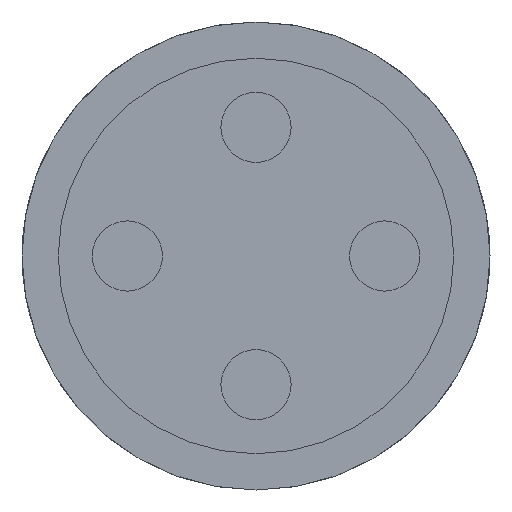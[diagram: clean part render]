
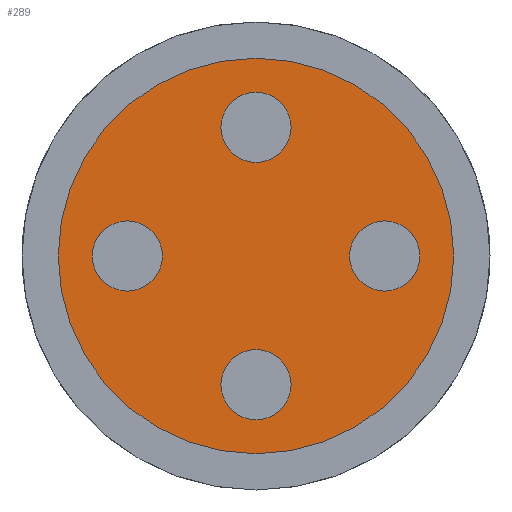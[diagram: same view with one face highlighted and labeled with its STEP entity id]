
A CAD part, front view. The second image highlights one B-rep face of the part: STEP entity #289.
In plain terms, the highlighted planar face has unit normal (0, -1, 0).
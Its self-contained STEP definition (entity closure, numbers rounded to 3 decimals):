
#11 = DIRECTION ( 'NONE',  ( 0., 0., -1. ) ) ;
#20 = AXIS2_PLACEMENT_3D ( 'NONE', #811, #542, #333 ) ;
#23 = DIRECTION ( 'NONE',  ( 0., 0., -1. ) ) ;
#31 = CARTESIAN_POINT ( 'NONE',  ( 0., 0., 5.5 ) ) ;
#32 = EDGE_LOOP ( 'NONE', ( #518, #471 ) ) ;
#33 = FACE_BOUND ( 'NONE', #32, .T. ) ;
#39 = DIRECTION ( 'NONE',  ( 0., -1., 0. ) ) ;
#43 = VERTEX_POINT ( 'NONE', #355 ) ;
#53 = EDGE_LOOP ( 'NONE', ( #809, #369 ) ) ;
#57 = EDGE_CURVE ( 'NONE', #663, #468, #68, .T. ) ;
#61 = AXIS2_PLACEMENT_3D ( 'NONE', #621, #640, #85 ) ;
#64 = CARTESIAN_POINT ( 'NONE',  ( 0., 0., 8.45 ) ) ;
#68 = CIRCLE ( 'NONE', #596, 8.45 ) ;
#72 = EDGE_CURVE ( 'NONE', #444, #649, #408, .T. ) ;
#85 = DIRECTION ( 'NONE',  ( 0., 0., -1. ) ) ;
#122 = EDGE_CURVE ( 'NONE', #533, #701, #632, .T. ) ;
#130 = CIRCLE ( 'NONE', #450, 8.45 ) ;
#133 = FACE_BOUND ( 'NONE', #337, .T. ) ;
#138 = DIRECTION ( 'NONE',  ( 0., 1., 0. ) ) ;
#140 = AXIS2_PLACEMENT_3D ( 'NONE', #205, #138, #141 ) ;
#141 = DIRECTION ( 'NONE',  ( 0., 0., 1. ) ) ;
#142 = DIRECTION ( 'NONE',  ( 0., -1., 0. ) ) ;
#147 = DIRECTION ( 'NONE',  ( 0., 1., 0. ) ) ;
#171 = VERTEX_POINT ( 'NONE', #643 ) ;
#180 = EDGE_CURVE ( 'NONE', #701, #533, #457, .T. ) ;
#192 = EDGE_CURVE ( 'NONE', #472, #43, #676, .T. ) ;
#203 = ORIENTED_EDGE ( 'NONE', *, *, #122, .F. ) ;
#205 = CARTESIAN_POINT ( 'NONE',  ( 0., 0., 0. ) ) ;
#207 = AXIS2_PLACEMENT_3D ( 'NONE', #483, #142, #755 ) ;
#208 = DIRECTION ( 'NONE',  ( 0., 0., 1. ) ) ;
#250 = AXIS2_PLACEMENT_3D ( 'NONE', #350, #624, #11 ) ;
#255 = CARTESIAN_POINT ( 'NONE',  ( 5.5, 0., 1.5 ) ) ;
#285 = AXIS2_PLACEMENT_3D ( 'NONE', #636, #39, #717 ) ;
#286 = DIRECTION ( 'NONE',  ( 0., -1., 0. ) ) ;
#289 = ADVANCED_FACE ( 'NONE', ( #441, #711, #33, #133, #413 ), #757, .F. ) ;
#297 = CARTESIAN_POINT ( 'NONE',  ( 0., 0., 0. ) ) ;
#309 = ORIENTED_EDGE ( 'NONE', *, *, #57, .F. ) ;
#315 = CARTESIAN_POINT ( 'NONE',  ( -5.5, 0., 0. ) ) ;
#316 = DIRECTION ( 'NONE',  ( 0., -1., 0. ) ) ;
#324 = CIRCLE ( 'NONE', #20, 1.5 ) ;
#333 = DIRECTION ( 'NONE',  ( 0., 0., -1. ) ) ;
#337 = EDGE_LOOP ( 'NONE', ( #395, #787 ) ) ;
#340 = EDGE_LOOP ( 'NONE', ( #814, #203 ) ) ;
#350 = CARTESIAN_POINT ( 'NONE',  ( 0., 0., 5.5 ) ) ;
#355 = CARTESIAN_POINT ( 'NONE',  ( 0., 0., -4. ) ) ;
#360 = VERTEX_POINT ( 'NONE', #692 ) ;
#369 = ORIENTED_EDGE ( 'NONE', *, *, #72, .F. ) ;
#377 = ORIENTED_EDGE ( 'NONE', *, *, #846, .F. ) ;
#395 = ORIENTED_EDGE ( 'NONE', *, *, #491, .F. ) ;
#408 = CIRCLE ( 'NONE', #207, 1.5 ) ;
#413 = FACE_OUTER_BOUND ( 'NONE', #475, .T. ) ;
#416 = CARTESIAN_POINT ( 'NONE',  ( 0., 0., 0. ) ) ;
#441 = FACE_BOUND ( 'NONE', #340, .T. ) ;
#444 = VERTEX_POINT ( 'NONE', #255 ) ;
#445 = CIRCLE ( 'NONE', #744, 1.5 ) ;
#450 = AXIS2_PLACEMENT_3D ( 'NONE', #297, #834, #503 ) ;
#454 = CARTESIAN_POINT ( 'NONE',  ( 0., 0., -8.45 ) ) ;
#457 = CIRCLE ( 'NONE', #564, 1.5 ) ;
#468 = VERTEX_POINT ( 'NONE', #64 ) ;
#471 = ORIENTED_EDGE ( 'NONE', *, *, #611, .F. ) ;
#472 = VERTEX_POINT ( 'NONE', #883 ) ;
#475 = EDGE_LOOP ( 'NONE', ( #309, #377 ) ) ;
#483 = CARTESIAN_POINT ( 'NONE',  ( 5.5, 0., 0. ) ) ;
#491 = EDGE_CURVE ( 'NONE', #360, #171, #324, .T. ) ;
#503 = DIRECTION ( 'NONE',  ( 0., 0., 1. ) ) ;
#518 = ORIENTED_EDGE ( 'NONE', *, *, #192, .F. ) ;
#533 = VERTEX_POINT ( 'NONE', #582 ) ;
#542 = DIRECTION ( 'NONE',  ( 0., -1., 0. ) ) ;
#564 = AXIS2_PLACEMENT_3D ( 'NONE', #31, #286, #23 ) ;
#582 = CARTESIAN_POINT ( 'NONE',  ( 0., 0., 7. ) ) ;
#590 = DIRECTION ( 'NONE',  ( 0., -1., 0. ) ) ;
#596 = AXIS2_PLACEMENT_3D ( 'NONE', #416, #147, #208 ) ;
#597 = AXIS2_PLACEMENT_3D ( 'NONE', #847, #316, #713 ) ;
#611 = EDGE_CURVE ( 'NONE', #43, #472, #677, .T. ) ;
#621 = CARTESIAN_POINT ( 'NONE',  ( 5.5, 0., 0. ) ) ;
#624 = DIRECTION ( 'NONE',  ( 0., -1., 0. ) ) ;
#632 = CIRCLE ( 'NONE', #250, 1.5 ) ;
#636 = CARTESIAN_POINT ( 'NONE',  ( 0., 0., -5.5 ) ) ;
#640 = DIRECTION ( 'NONE',  ( 0., -1., 0. ) ) ;
#643 = CARTESIAN_POINT ( 'NONE',  ( -5.5, 0., 1.5 ) ) ;
#648 = CARTESIAN_POINT ( 'NONE',  ( 5.5, 0., -1.5 ) ) ;
#649 = VERTEX_POINT ( 'NONE', #648 ) ;
#663 = VERTEX_POINT ( 'NONE', #454 ) ;
#672 = CIRCLE ( 'NONE', #61, 1.5 ) ;
#676 = CIRCLE ( 'NONE', #285, 1.5 ) ;
#677 = CIRCLE ( 'NONE', #597, 1.5 ) ;
#692 = CARTESIAN_POINT ( 'NONE',  ( -5.5, 0., -1.5 ) ) ;
#701 = VERTEX_POINT ( 'NONE', #728 ) ;
#711 = FACE_BOUND ( 'NONE', #53, .T. ) ;
#713 = DIRECTION ( 'NONE',  ( 0., 0., -1. ) ) ;
#717 = DIRECTION ( 'NONE',  ( 0., 0., -1. ) ) ;
#728 = CARTESIAN_POINT ( 'NONE',  ( 0., 0., 4. ) ) ;
#744 = AXIS2_PLACEMENT_3D ( 'NONE', #315, #590, #871 ) ;
#746 = EDGE_CURVE ( 'NONE', #171, #360, #445, .T. ) ;
#755 = DIRECTION ( 'NONE',  ( 0., 0., -1. ) ) ;
#757 = PLANE ( 'NONE',  #140 ) ;
#787 = ORIENTED_EDGE ( 'NONE', *, *, #746, .F. ) ;
#809 = ORIENTED_EDGE ( 'NONE', *, *, #816, .F. ) ;
#811 = CARTESIAN_POINT ( 'NONE',  ( -5.5, 0., 0. ) ) ;
#814 = ORIENTED_EDGE ( 'NONE', *, *, #180, .F. ) ;
#816 = EDGE_CURVE ( 'NONE', #649, #444, #672, .T. ) ;
#834 = DIRECTION ( 'NONE',  ( 0., 1., 0. ) ) ;
#846 = EDGE_CURVE ( 'NONE', #468, #663, #130, .T. ) ;
#847 = CARTESIAN_POINT ( 'NONE',  ( 0., 0., -5.5 ) ) ;
#871 = DIRECTION ( 'NONE',  ( 0., 0., -1. ) ) ;
#883 = CARTESIAN_POINT ( 'NONE',  ( 0., 0., -7. ) ) ;
